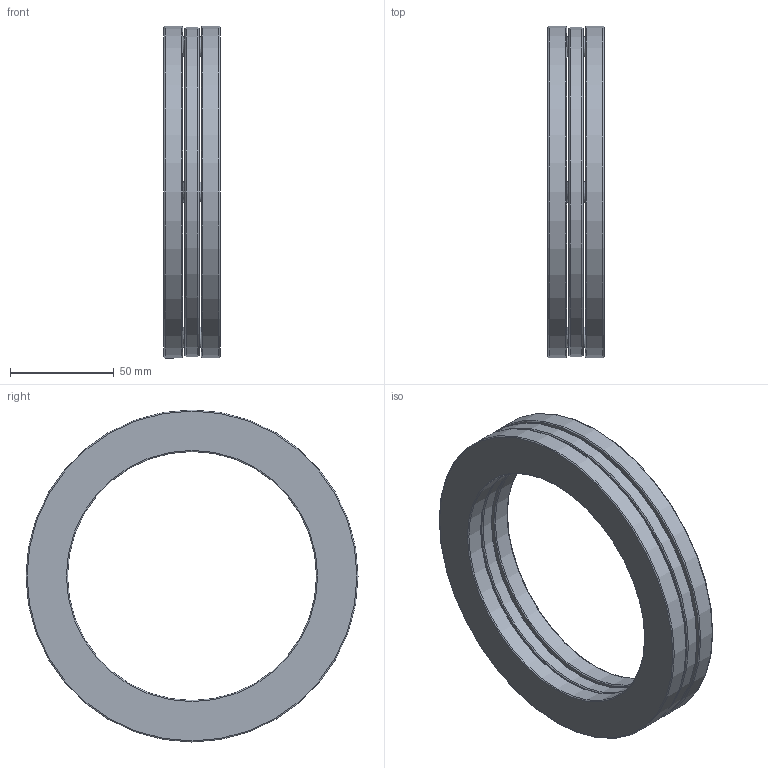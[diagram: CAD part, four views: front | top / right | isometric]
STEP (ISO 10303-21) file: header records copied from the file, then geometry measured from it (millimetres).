
FILE_DESCRIPTION (( 'STEP AP203' ), '1' );
FILE_NAME ('2924-ABB.step', '2017-03-07T16:43:17', ( '' ), ( '' ), 'SwSTEP 2.0', 'SolidWorks 2017', '' );
FILE_SCHEMA (( 'CONFIG_CONTROL_DESIGN' ));
Length unit declared in the file: inch
Products named in the file (1): 2924-ABB
Bounding box: 27 x 159.99 x 159.99 mm (x, y, z)
Volume: 204977.5 mm3; surface area: 75306.7 mm2
Topology: 7 solids, 7 shells, 36 faces, 72 edges, 44 vertices
Faces by surface type: torus 10, cylinder 10, plane 8, sphere 4, cone 4
Full cylindrical faces by diameter (mm): 12.954 x4, 119.99 x2, 121.006 x1, 158.979 x1, 159.995 x2
Entity records: 819 total; most frequent: DIRECTION 146, CARTESIAN_POINT 109, AXIS2_PLACEMENT_3D 73, EDGE_LOOP 72, ORIENTED_EDGE 72, FACE_OUTER_BOUND 52, ADVANCED_FACE 36, CIRCLE 36
